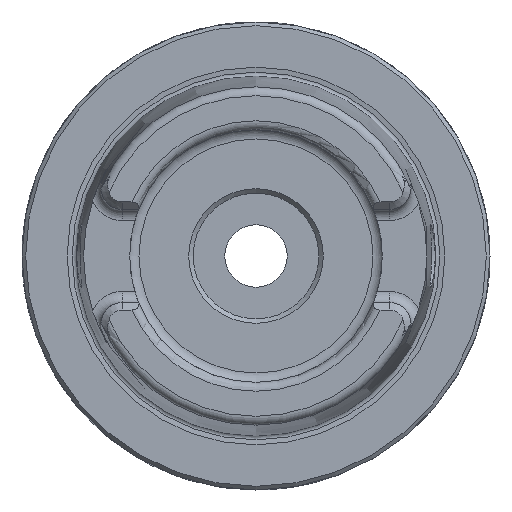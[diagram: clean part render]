
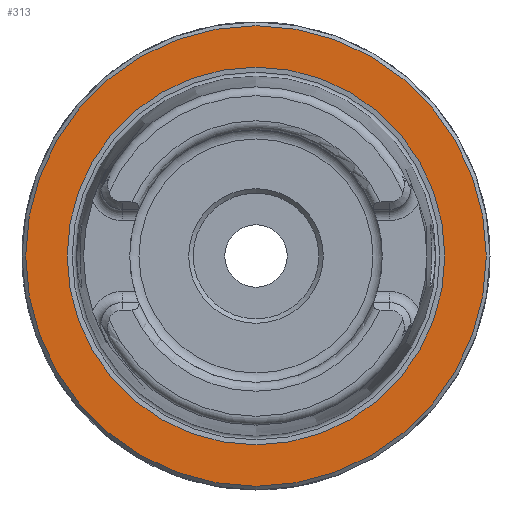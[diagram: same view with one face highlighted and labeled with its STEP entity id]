
A CAD part, left-side view. The second image highlights one B-rep face of the part: STEP entity #313.
In plain terms, the highlighted planar face has unit normal (-1, 0, 0).
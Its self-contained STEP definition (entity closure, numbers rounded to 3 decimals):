
#313 = ADVANCED_FACE( '', ( #702, #703 ), #704, .T. );
#702 = FACE_OUTER_BOUND( '', #1163, .T. );
#703 = FACE_BOUND( '', #1164, .T. );
#704 = PLANE( '', #1165 );
#1163 = EDGE_LOOP( '', ( #2004 ) );
#1164 = EDGE_LOOP( '', ( #2005 ) );
#1165 = AXIS2_PLACEMENT_3D( '', #2006, #2007, #2008 );
#2004 = ORIENTED_EDGE( '', *, *, #2673, .T. );
#2005 = ORIENTED_EDGE( '', *, *, #2687, .F. );
#2006 = CARTESIAN_POINT( '', ( 0., 0., 31. ) );
#2007 = DIRECTION( '', ( -1., 0., 0. ) );
#2008 = DIRECTION( '', ( 0., 0., 1. ) );
#2673 = EDGE_CURVE( '', #3239, #3239, #3240, .T. );
#2687 = EDGE_CURVE( '', #3259, #3259, #3260, .T. );
#3239 = VERTEX_POINT( '', #4625 );
#3240 = CIRCLE( '', #4626, 31. );
#3259 = VERTEX_POINT( '', #4688 );
#3260 = CIRCLE( '', #4689, 25.418 );
#4625 = CARTESIAN_POINT( '', ( 0., 0., 31. ) );
#4626 = AXIS2_PLACEMENT_3D( '', #5757, #5758, #5759 );
#4688 = CARTESIAN_POINT( '', ( 0., 0., 25.418 ) );
#4689 = AXIS2_PLACEMENT_3D( '', #5771, #5772, #5773 );
#5757 = CARTESIAN_POINT( '', ( 0., 0., 0. ) );
#5758 = DIRECTION( '', ( -1., 0., 0. ) );
#5759 = DIRECTION( '', ( 0., 0., 1. ) );
#5771 = CARTESIAN_POINT( '', ( 0., 0., 0. ) );
#5772 = DIRECTION( '', ( -1., 0., 0. ) );
#5773 = DIRECTION( '', ( 0., 0., 1. ) );
